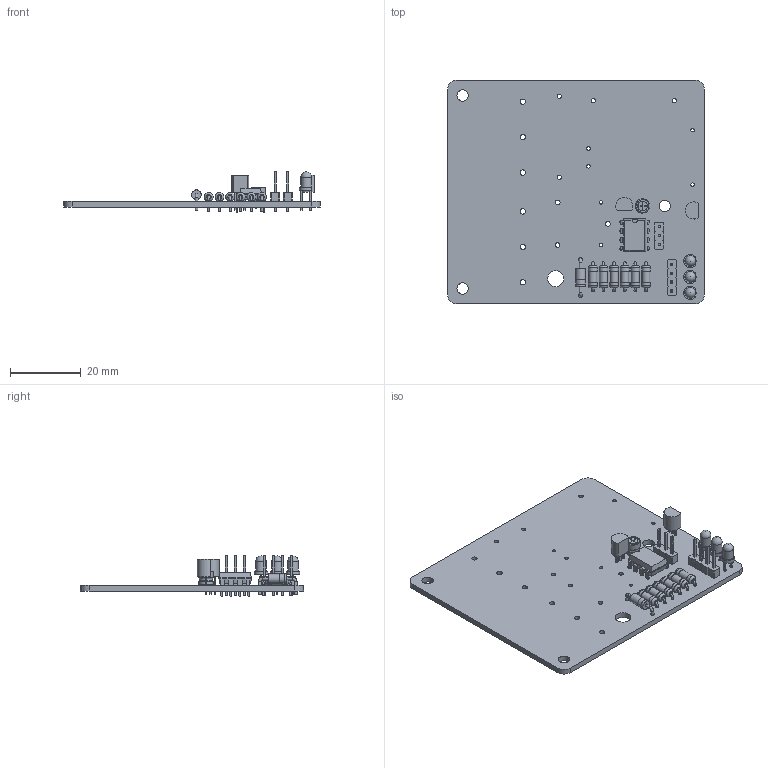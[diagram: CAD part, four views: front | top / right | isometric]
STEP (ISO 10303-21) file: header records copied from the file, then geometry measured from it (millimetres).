
FILE_DESCRIPTION(('KiCad electronic assembly'),'2;1');
FILE_NAME('Heat Controller.step','2020-11-02T17:21:43',('An Author'),( 'A Company'),'Open CASCADE STEP processor 6.9', 'KiCad to STEP converter','Unknown');
FILE_SCHEMA(('AUTOMOTIVE_DESIGN { 1 0 10303 214 1 1 1 1 }'));
Length unit declared in the file: millimetre
Products named in the file (18): Open CASCADE STEP translator 6.9 1; PinHeader_1x03_P2.54mm_Vertical; SOLID; CP_Radial_D4.0mm_P1.50mm; D_DO-41_SOD81_P10.16mm_Horizontal; LED_D3.0mm; PinHeader_1x04_P2.54mm_Vertical; TO-92_Inline; DIP-8_W7.62mm; R_Axial_DIN0207_L6.3mm_D2.5mm_P7.62mm_Horizontal; COMPOUND
Assembly tree (25 placements, depth 3):
  Open CASCADE STEP translator 6.9 1
    PinHeader_1x03_P2.54mm_Vertical
      SOLID
    CP_Radial_D4.0mm_P1.50mm
      SOLID
    D_DO-41_SOD81_P10.16mm_Horizontal
      SOLID
    LED_D3.0mm  x3
      SOLID
    PinHeader_1x04_P2.54mm_Vertical
      SOLID
    TO-92_Inline  x2
      SOLID
    DIP-8_W7.62mm
      SOLID
    R_Axial_DIN0207_L6.3mm_D2.5mm_P7.62mm_Horizontal  x6
      SOLID
    COMPOUND
Bounding box: 72.5 x 63 x 11.84 mm (x, y, z)
Volume: 8010.1 mm3; surface area: 11522.1 mm2
Topology: 17 solids, 18 shells, 645 faces, 1519 edges, 963 vertices
Faces by surface type: plane 434, cylinder 146, bspline 28, torus 28, revolution 6, sphere 3
Full cylindrical faces by diameter (mm): 0.3 x2, 0.6 x14, 0.75 x6, 0.8 x24, 0.9 x6, 1 x13, 1.1 x2, 1.2 x4, 1.3 x3, 1.5 x6, 2.25 x6, 2.5 x12, 2.7 x2, 2.72 x1, 3 x3, 3.2 x3, 4.5 x1
Entity records: 39433 total; most frequent: CARTESIAN_POINT 9477, DIRECTION 4966, LINE 3201, VECTOR 3201, ORIENTED_EDGE 2578, PCURVE 2578, DEFINITIONAL_REPRESENTATION 2578, EDGE_CURVE 1289
